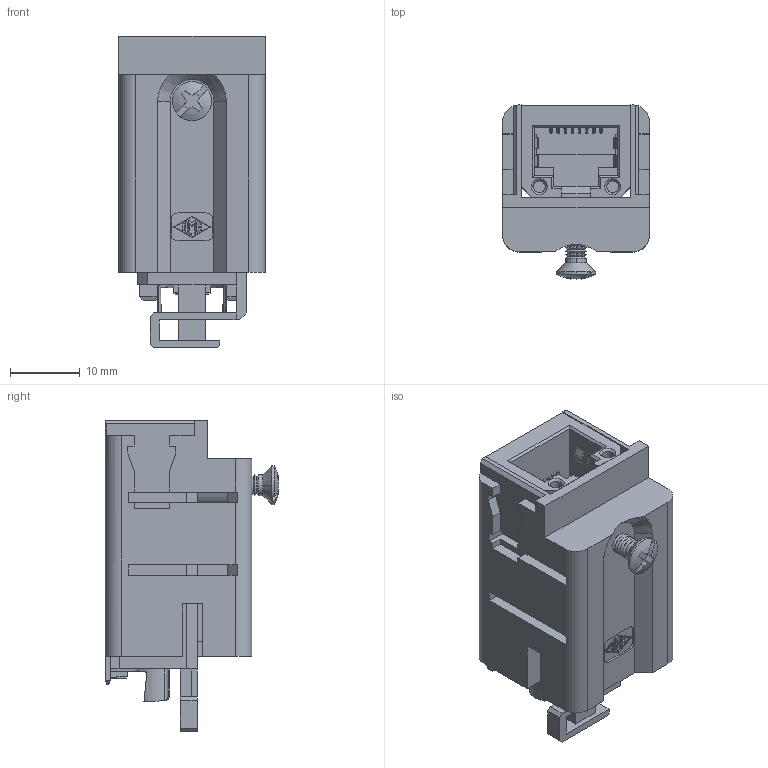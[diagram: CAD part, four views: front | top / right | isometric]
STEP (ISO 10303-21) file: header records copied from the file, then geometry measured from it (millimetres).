
FILE_DESCRIPTION(('Creo Elements/Direct Modeling STEP Export'),'2;1');
FILE_NAME('0ln7uvk49v6ltl44072','2017-03-30T13:23:45',(''),(''),'PTC Creo Elements/Direct Modeling STEP processor for AP214 (Solid Model)','PTC Creo Elements/Direct Modeling 19.0E 27-Jun-2016 (C) Parametric Technology GmbH','');
FILE_SCHEMA(('AUTOMOTIVE_DESIGN { 1 0 10303 214 1 1 1 1 }'));
Length unit declared in the file: millimetre
Products named in the file (2): CJK_8IFT
Assembly tree (1 placements, depth 2):
  CJK_8IFT
    CJK_8IFT
Bounding box: 21 x 24.89 x 44.6 mm (x, y, z)
Volume: 10596.1 mm3; surface area: 8183 mm2
Topology: 1 solids, 1 shells, 589 faces, 1635 edges, 1060 vertices
Faces by surface type: plane 376, cylinder 139, bspline 35, cone 29, torus 8, sphere 2
Entity records: 24970 total; most frequent: CARTESIAN_POINT 5598, ORIENTED_EDGE 3270, DIRECTION 2753, EDGE_CURVE 1635, VECTOR 1201, LINE 1201, VERTEX_POINT 1060, AXIS2_PLACEMENT_3D 776
